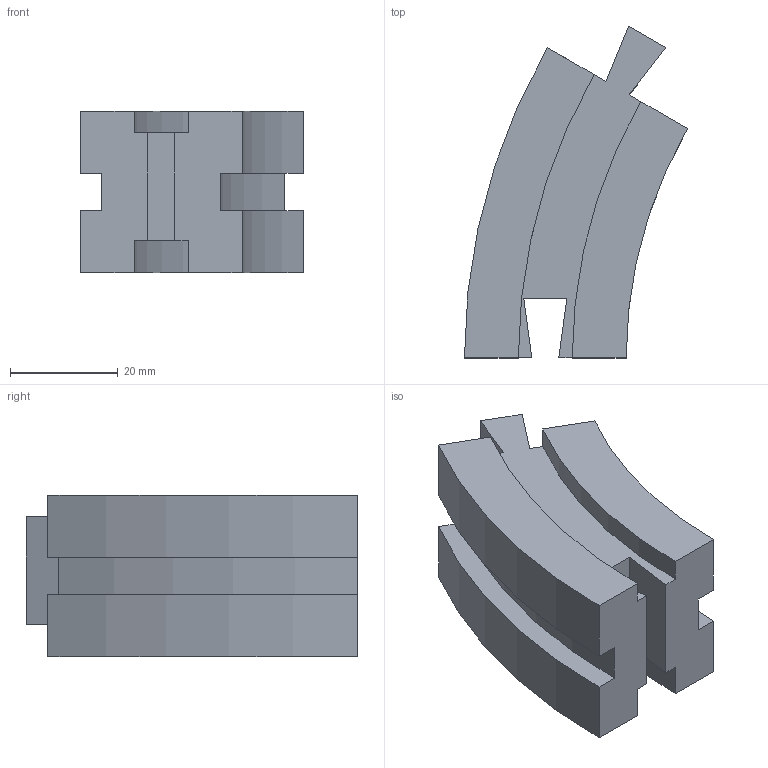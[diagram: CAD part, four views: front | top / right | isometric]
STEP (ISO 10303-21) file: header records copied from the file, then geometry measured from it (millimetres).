
FILE_DESCRIPTION(('STEP AP214'), '1');
FILE_NAME('Rail_1_10-grad', '', ('UNSPECIFIED'), ('UNSPECIFIED'), 'C3D Converter', 'C3D Toolkit', '');
FILE_SCHEMA(('AUTOMOTIVE_DESIGN { 1 0 10303 214 3 1 1}'));
Length unit declared in the file: millimetre
Bounding box: 41.39 x 61.53 x 30 mm (x, y, z)
Volume: 38955.7 mm3; surface area: 10664.3 mm2
Topology: 1 solids, 1 shells, 30 faces, 92 edges, 66 vertices
Faces by surface type: plane 20, cylinder 10
Entity records: 1056 total; most frequent: CARTESIAN_POINT 187, ORIENTED_EDGE 168, DIRECTION 166, EDGE_CURVE 84, LINE 64, VECTOR 64, VERTEX_POINT 56, AXIS2_PLACEMENT_3D 51
